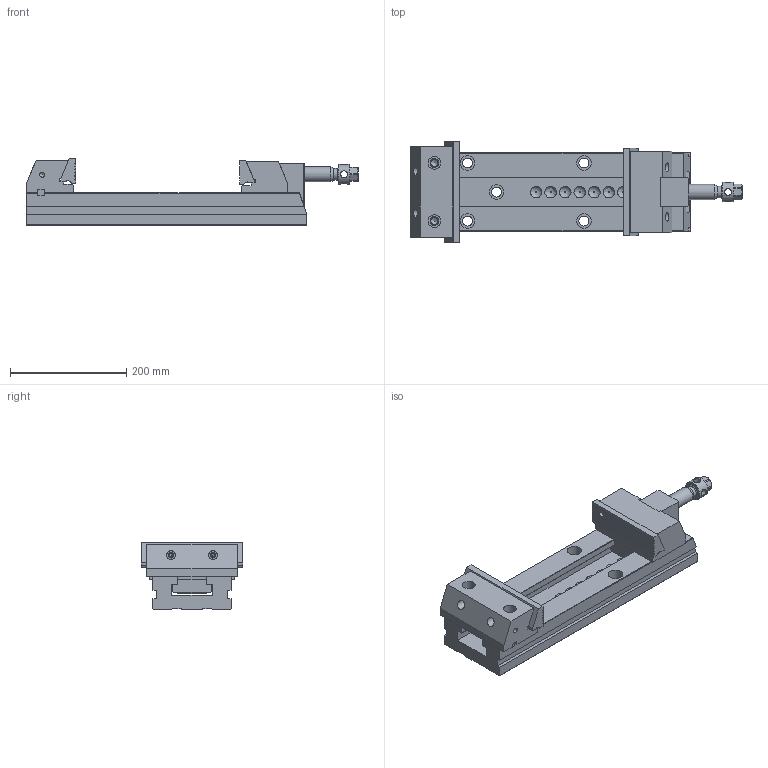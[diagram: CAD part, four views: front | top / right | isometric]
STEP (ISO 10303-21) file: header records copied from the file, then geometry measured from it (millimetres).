
FILE_DESCRIPTION(/* description */ (''),/* implementation_level */ '2;1');
FILE_NAME(/* name */ '60_175L_Mordaza.stp',/* time_stamp */ '2013-11-06T16:04:36+01:00',/* author */ (''),/* organization */ (''),/* preprocessor_version */ 'ST-DEVELOPER v11',/* originating_system */ 'SIEMENS PLM Software NX 7.5',/* authorisation */ '');
FILE_SCHEMA (('CONFIG_CONTROL_DESIGN'));
Length unit declared in the file: millimetre
Products named in the file (10): 3015002 Husillo; 3015011 Tuerca de bronce; 3015008 Bulon; 3015007 Taco husillo; 3015015 BocaMovil; 3015020 T Normal; 3015013 port Movil; 601757101 Cuerpo Largo Paso 50; 15090 Montaje taco atras; 60_175L_Mordaza
Assembly tree (9 placements, depth 3):
  60_175L_Mordaza
    15090 Montaje taco atras
      3015007 Taco husillo
      3015008 Bulon
      3015011 Tuerca de bronce
      3015002 Husillo
    601757101 Cuerpo Largo Paso 50
    3015013 port Movil
    3015020 T Normal
    3015015 BocaMovil
Bounding box: 571 x 175 x 114.3 mm (x, y, z)
Volume: 3901647.9 mm3; surface area: 521617.2 mm2
Topology: 12 solids, 12 shells, 449 faces, 1193 edges, 793 vertices
Faces by surface type: plane 286, cylinder 96, cone 45, bspline 11, torus 9, sphere 2
Full cylindrical faces by diameter (mm): 4.351 x1, 5.188 x1, 6.985 x4, 8.5 x2, 8.782 x5, 10 x4, 10.579 x4, 12 x4, 12.376 x2, 13 x4, 15 x6, 16 x6, 16.5 x1, 17 x5, 19 x4, 20 x3, 21.25 x1, 22 x2, 25 x5, 26 x1, 30 x2, 33.8 x1, 34 x3
Entity records: 14377 total; most frequent: CARTESIAN_POINT 2849, DIRECTION 2121, ORIENTED_EDGE 1954, EDGE_CURVE 977, VERTEX_POINT 736, AXIS2_PLACEMENT_3D 736, EDGE_LOOP 662, LINE 649
